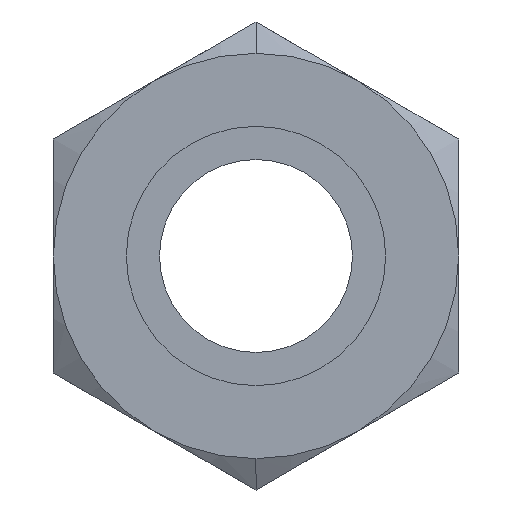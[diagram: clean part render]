
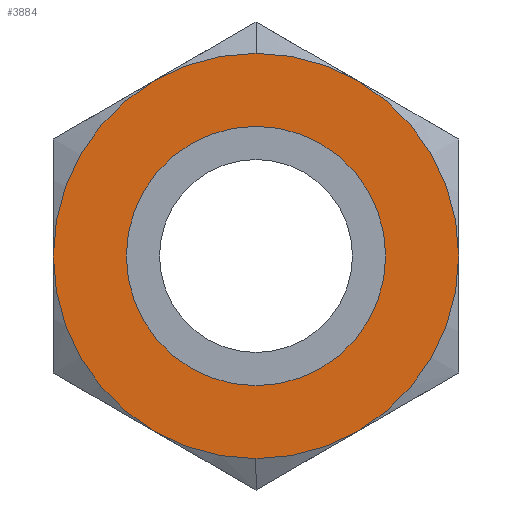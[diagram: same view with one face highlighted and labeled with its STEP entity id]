
A CAD part, left-side view. The second image highlights one B-rep face of the part: STEP entity #3884.
In plain terms, the highlighted planar face has unit normal (-1, 0, 0).
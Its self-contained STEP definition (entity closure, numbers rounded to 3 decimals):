
#54 = DIRECTION ( 'NONE',  ( 1., 0., 0. ) ) ;
#123 = CARTESIAN_POINT ( 'NONE',  ( 0., 0., 0. ) ) ;
#610 = CARTESIAN_POINT ( 'NONE',  ( 0., 0., 6.25 ) ) ;
#1020 = DIRECTION ( 'NONE',  ( 0., 0., 1. ) ) ;
#1075 = AXIS2_PLACEMENT_3D ( 'NONE', #6540, #54, #6009 ) ;
#1129 = VERTEX_POINT ( 'NONE', #7346 ) ;
#1190 = CIRCLE ( 'NONE', #1806, 12.5 ) ;
#1324 = FACE_OUTER_BOUND ( 'NONE', #7575, .T. ) ;
#1376 = CARTESIAN_POINT ( 'NONE',  ( 0., 0., -12.5 ) ) ;
#1403 = EDGE_CURVE ( 'NONE', #2665, #1129, #5603, .T. ) ;
#1421 = AXIS2_PLACEMENT_3D ( 'NONE', #5455, #6210, #8337 ) ;
#1422 = ORIENTED_EDGE ( 'NONE', *, *, #4834, .F. ) ;
#1806 = AXIS2_PLACEMENT_3D ( 'NONE', #8911, #3272, #7525 ) ;
#2168 = EDGE_CURVE ( 'NONE', #1129, #2665, #5120, .T. ) ;
#2665 = VERTEX_POINT ( 'NONE', #5528 ) ;
#2738 = FACE_BOUND ( 'NONE', #9078, .T. ) ;
#3131 = CARTESIAN_POINT ( 'NONE',  ( 0., 0., 12.5 ) ) ;
#3208 = ORIENTED_EDGE ( 'NONE', *, *, #1403, .T. ) ;
#3272 = DIRECTION ( 'NONE',  ( 1., 0., 0. ) ) ;
#3884 = ADVANCED_FACE ( 'NONE', ( #2738, #1324 ), #4203, .T. ) ;
#4203 = PLANE ( 'NONE',  #6512 ) ;
#4615 = DIRECTION ( 'NONE',  ( 1., 0., 0. ) ) ;
#4834 = EDGE_CURVE ( 'NONE', #5382, #8626, #5074, .T. ) ;
#5074 = CIRCLE ( 'NONE', #1421, 12.5 ) ;
#5120 = CIRCLE ( 'NONE', #5555, 8. ) ;
#5382 = VERTEX_POINT ( 'NONE', #1376 ) ;
#5455 = CARTESIAN_POINT ( 'NONE',  ( 0., 0., 0. ) ) ;
#5528 = CARTESIAN_POINT ( 'NONE',  ( 0., 0., -8. ) ) ;
#5555 = AXIS2_PLACEMENT_3D ( 'NONE', #123, #4615, #1020 ) ;
#5603 = CIRCLE ( 'NONE', #1075, 8. ) ;
#6009 = DIRECTION ( 'NONE',  ( 0., 0., -1. ) ) ;
#6047 = ORIENTED_EDGE ( 'NONE', *, *, #7363, .F. ) ;
#6210 = DIRECTION ( 'NONE',  ( 1., 0., 0. ) ) ;
#6379 = DIRECTION ( 'NONE',  ( -1., 0., 0. ) ) ;
#6512 = AXIS2_PLACEMENT_3D ( 'NONE', #610, #6379, #9268 ) ;
#6540 = CARTESIAN_POINT ( 'NONE',  ( 0., 0., 0. ) ) ;
#7346 = CARTESIAN_POINT ( 'NONE',  ( 0., 0., 8. ) ) ;
#7363 = EDGE_CURVE ( 'NONE', #8626, #5382, #1190, .T. ) ;
#7525 = DIRECTION ( 'NONE',  ( 0., 0., 1. ) ) ;
#7575 = EDGE_LOOP ( 'NONE', ( #6047, #1422 ) ) ;
#8337 = DIRECTION ( 'NONE',  ( 0., 0., -1. ) ) ;
#8626 = VERTEX_POINT ( 'NONE', #3131 ) ;
#8800 = ORIENTED_EDGE ( 'NONE', *, *, #2168, .T. ) ;
#8911 = CARTESIAN_POINT ( 'NONE',  ( 0., 0., 0. ) ) ;
#9078 = EDGE_LOOP ( 'NONE', ( #3208, #8800 ) ) ;
#9268 = DIRECTION ( 'NONE',  ( 0., 0., 1. ) ) ;
